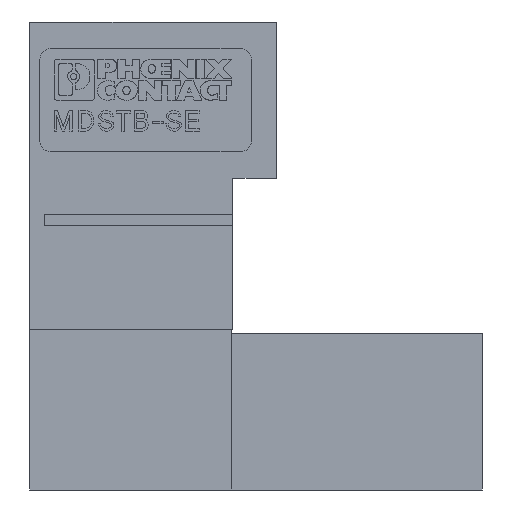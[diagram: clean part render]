
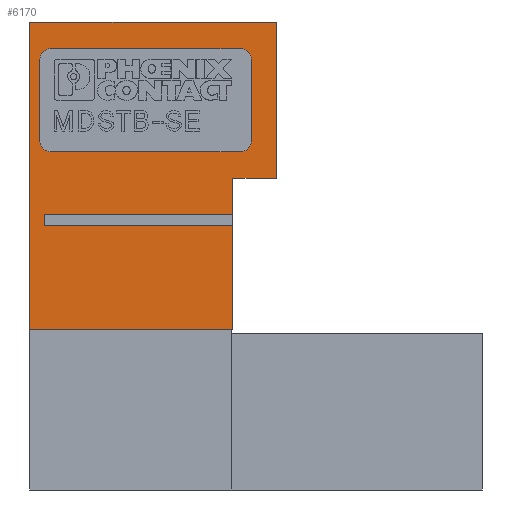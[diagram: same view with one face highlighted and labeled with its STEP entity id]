
A CAD part, left-side view. The second image highlights one B-rep face of the part: STEP entity #6170.
In plain terms, the highlighted planar face has unit normal (-1, 0, 0).
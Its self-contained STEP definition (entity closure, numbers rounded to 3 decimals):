
#770=CARTESIAN_POINT('',(66.866,80.939,0.));
#780=DIRECTION('',(0.,0.,1.));
#790=VECTOR('',#780,1.);
#800=LINE('',#770,#790);
#810=CARTESIAN_POINT('',(66.866,80.939,-27.7));
#820=VERTEX_POINT('',#810);
#830=CARTESIAN_POINT('',(66.866,80.939,-15.7));
#840=VERTEX_POINT('',#830);
#850=EDGE_CURVE('',#820,#840,#800,.T.);
#2060=CARTESIAN_POINT('',(66.866,65.989,-17.83));
#2070=VERTEX_POINT('',#2060);
#2380=CARTESIAN_POINT('',(66.866,65.989,-27.7));
#2390=VERTEX_POINT('',#2380);
#2420=CARTESIAN_POINT('',(66.866,65.989,0.));
#2430=DIRECTION('',(0.,0.,-1.));
#2440=VECTOR('',#2430,1.);
#2450=LINE('',#2420,#2440);
#2460=EDGE_CURVE('',#2070,#2390,#2450,.T.);
#4240=CARTESIAN_POINT('',(66.866,71.589,-17.83));
#4250=VERTEX_POINT('',#4240);
#4420=CARTESIAN_POINT('',(66.866,71.589,-27.));
#4430=VERTEX_POINT('',#4420);
#4460=CARTESIAN_POINT('',(66.866,71.589,0.));
#4470=DIRECTION('',(0.,0.,1.));
#4480=VECTOR('',#4470,1.);
#4490=LINE('',#4460,#4480);
#4500=EDGE_CURVE('',#4430,#4250,#4490,.T.);
#4870=CARTESIAN_POINT('',(66.866,74.35,-25.628))
;
#4880=DIRECTION('',(-1.,0.,0.));
#4890=DIRECTION('',(0.,-1.,0.));
#4900=AXIS2_PLACEMENT_3D('',#4870,#4880,#4890);
#4910=PLANE('',#4900);
#4920=ORIENTED_EDGE('',*,*,#850,.F.);
#4930=CARTESIAN_POINT('',(66.866,0.,-15.7));
#4940=DIRECTION('',(0.,1.,0.));
#4950=VECTOR('',#4940,1.);
#4960=LINE('',#4930,#4950);
#4970=CARTESIAN_POINT('',(66.866,73.339,-15.7));
#4980=VERTEX_POINT('',#4970);
#4990=EDGE_CURVE('',#4980,#840,#4960,.T.);
#5000=ORIENTED_EDGE('',*,*,#4990,.T.);
#5010=CARTESIAN_POINT('',(66.866,73.339,0.));
#5020=DIRECTION('',(0.,0.,-1.));
#5030=VECTOR('',#5020,1.);
#5040=LINE('',#5010,#5030);
#5050=CARTESIAN_POINT('',(66.866,73.339,-17.83));
#5060=VERTEX_POINT('',#5050);
#5070=EDGE_CURVE('',#4980,#5060,#5040,.T.);
#5080=ORIENTED_EDGE('',*,*,#5070,.F.);
#5090=CARTESIAN_POINT('',(66.866,0.,-17.83));
#5100=DIRECTION('',(0.,1.,0.));
#5110=VECTOR('',#5100,1.);
#5120=LINE('',#5090,#5110);
#5130=EDGE_CURVE('',#4250,#5060,#5120,.T.);
#5140=ORIENTED_EDGE('',*,*,#5130,.T.);
#5150=ORIENTED_EDGE('',*,*,#4500,.T.);
#5160=CARTESIAN_POINT('',(66.866,0.,-27.));
#5170=DIRECTION('',(0.,-1.,0.));
#5180=VECTOR('',#5170,1.);
#5190=LINE('',#5160,#5180);
#5200=CARTESIAN_POINT('',(66.866,71.05,-27.));
#5210=VERTEX_POINT('',#5200);
#5220=EDGE_CURVE('',#4430,#5210,#5190,.T.);
#5230=ORIENTED_EDGE('',*,*,#5220,.F.);
#5240=CARTESIAN_POINT('',(66.866,71.05,0.));
#5250=DIRECTION('',(0.,0.,-1.));
#5260=VECTOR('',#5250,1.);
#5270=LINE('',#5240,#5260);
#5280=CARTESIAN_POINT('',(66.866,71.05,-17.83));
#5290=VERTEX_POINT('',#5280);
#5300=EDGE_CURVE('',#5290,#5210,#5270,.T.);
#5310=ORIENTED_EDGE('',*,*,#5300,.T.);
#5320=CARTESIAN_POINT('',(66.866,0.,-17.83));
#5330=DIRECTION('',(0.,1.,0.));
#5340=VECTOR('',#5330,1.);
#5350=LINE('',#5320,#5340);
#5360=EDGE_CURVE('',#2070,#5290,#5350,.T.);
#5370=ORIENTED_EDGE('',*,*,#5360,.T.);
#5380=ORIENTED_EDGE('',*,*,#2460,.F.);
#5390=CARTESIAN_POINT('',(66.866,0.,-27.7));
#5400=DIRECTION('',(0.,1.,0.));
#5410=VECTOR('',#5400,1.);
#5420=LINE('',#5390,#5410);
#5430=EDGE_CURVE('',#2390,#820,#5420,.T.);
#5440=ORIENTED_EDGE('',*,*,#5430,.F.);
#5450=EDGE_LOOP('',(#5440,#5380,#5370,#5310,#5230,#5150,#5140,#5080,
#5000,#4920));
#5460=FACE_OUTER_BOUND('',#5450,.T.);
#5470=CARTESIAN_POINT('',(66.866,75.139,-26.7));
#5480=DIRECTION('',(-1.,0.,0.));
#5490=DIRECTION('',(0.,0.,1.));
#5500=AXIS2_PLACEMENT_3D('',#5470,#5480,#5490);
#5510=CIRCLE('',#5500,0.5);
#5520=CARTESIAN_POINT('',(66.866,75.139,-27.2));
#5530=VERTEX_POINT('',#5520);
#5540=CARTESIAN_POINT('',(66.866,74.639,-26.7));
#5550=VERTEX_POINT('',#5540);
#5560=EDGE_CURVE('',#5530,#5550,#5510,.T.);
#5570=ORIENTED_EDGE('',*,*,#5560,.F.);
#5580=CARTESIAN_POINT('',(66.866,74.639,0.));
#5590=DIRECTION('',(0.,0.,-1.));
#5600=VECTOR('',#5590,1.);
#5610=LINE('',#5580,#5600);
#5620=CARTESIAN_POINT('',(66.866,74.639,-17.425))
;
#5630=VERTEX_POINT('',#5620);
#5640=EDGE_CURVE('',#5630,#5550,#5610,.T.);
#5650=ORIENTED_EDGE('',*,*,#5640,.T.);
#5660=CARTESIAN_POINT('',(66.866,75.139,-17.425))
;
#5670=DIRECTION('',(-1.,0.,0.));
#5680=DIRECTION('',(0.,0.,1.));
#5690=AXIS2_PLACEMENT_3D('',#5660,#5670,#5680);
#5700=CIRCLE('',#5690,0.5);
#5710=CARTESIAN_POINT('',(66.866,75.139,-16.925))
;
#5720=VERTEX_POINT('',#5710);
#5730=EDGE_CURVE('',#5630,#5720,#5700,.T.);
#5740=ORIENTED_EDGE('',*,*,#5730,.F.);
#5750=CARTESIAN_POINT('',(66.866,0.,-16.925));
#5760=DIRECTION('',(0.,-1.,0.));
#5770=VECTOR('',#5760,1.);
#5780=LINE('',#5750,#5770);
#5790=CARTESIAN_POINT('',(66.866,79.139,-16.925))
;
#5800=VERTEX_POINT('',#5790);
#5810=EDGE_CURVE('',#5800,#5720,#5780,.T.);
#5820=ORIENTED_EDGE('',*,*,#5810,.T.);
#5830=CARTESIAN_POINT('',(66.866,79.139,-17.425))
;
#5840=DIRECTION('',(-1.,0.,0.));
#5850=DIRECTION('',(0.,0.,1.));
#5860=AXIS2_PLACEMENT_3D('',#5830,#5840,#5850);
#5870=CIRCLE('',#5860,0.5);
#5880=CARTESIAN_POINT('',(66.866,79.639,-17.425))
;
#5890=VERTEX_POINT('',#5880);
#5900=EDGE_CURVE('',#5800,#5890,#5870,.T.);
#5910=ORIENTED_EDGE('',*,*,#5900,.F.);
#5920=CARTESIAN_POINT('',(66.866,79.639,0.));
#5930=DIRECTION('',(0.,0.,1.));
#5940=VECTOR('',#5930,1.);
#5950=LINE('',#5920,#5940);
#5960=CARTESIAN_POINT('',(66.866,79.639,-26.7));
#5970=VERTEX_POINT('',#5960);
#5980=EDGE_CURVE('',#5970,#5890,#5950,.T.);
#5990=ORIENTED_EDGE('',*,*,#5980,.T.);
#6000=CARTESIAN_POINT('',(66.866,79.139,-26.7));
#6010=DIRECTION('',(-1.,0.,0.));
#6020=DIRECTION('',(0.,0.,1.));
#6030=AXIS2_PLACEMENT_3D('',#6000,#6010,#6020);
#6040=CIRCLE('',#6030,0.5);
#6050=CARTESIAN_POINT('',(66.866,79.139,-27.2));
#6060=VERTEX_POINT('',#6050);
#6070=EDGE_CURVE('',#5970,#6060,#6040,.T.);
#6080=ORIENTED_EDGE('',*,*,#6070,.F.);
#6090=CARTESIAN_POINT('',(66.866,0.,-27.2));
#6100=DIRECTION('',(0.,1.,0.));
#6110=VECTOR('',#6100,1.);
#6120=LINE('',#6090,#6110);
#6130=EDGE_CURVE('',#5530,#6060,#6120,.T.);
#6140=ORIENTED_EDGE('',*,*,#6130,.T.);
#6150=EDGE_LOOP('',(#6140,#6080,#5990,#5910,#5820,#5740,#5650,#5570));
#6160=FACE_BOUND('',#6150,.T.);
#6170=ADVANCED_FACE('',(#5460,#6160),#4910,.T.);
